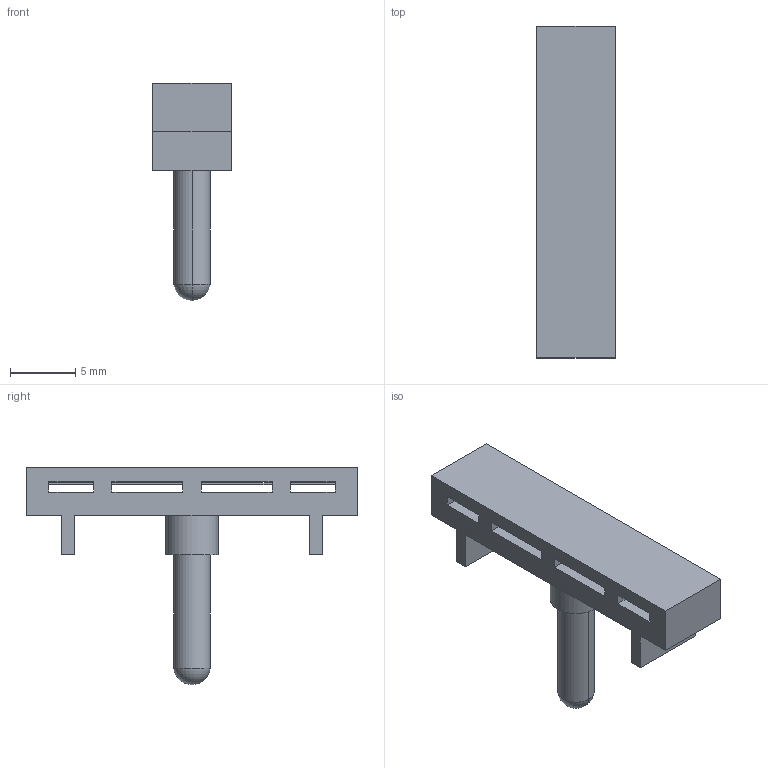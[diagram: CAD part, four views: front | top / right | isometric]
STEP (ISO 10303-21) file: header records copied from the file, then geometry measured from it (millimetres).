
FILE_DESCRIPTION(('Creo Elements/Direct Modeling STEP Export'),'2;1');
FILE_NAME('model.stp','2020-11-10T 0:11:51',(''),(''),'Creo Elements/Direct Modeling STEP processor for AP214 (Solid Model)','Creo Elements/Direct Modeling 20.1A 29-Sep-2018 (C) Parametric Technology GmbH','');
FILE_SCHEMA(('AUTOMOTIVE_DESIGN { 1 0 10303 214 1 1 1 1 }'));
Length unit declared in the file: millimetre
Products named in the file (3): KLM_1_select; ESL_24x4-Select; KLM_1-ESL_24x4
Assembly tree (2 placements, depth 2):
  KLM_1-ESL_24x4
    ESL_24x4-Select
    KLM_1_select
Bounding box: 6 x 25.5 x 16.7 mm (x, y, z)
Volume: 538.7 mm3; surface area: 1277.6 mm2
Topology: 2 solids, 2 shells, 112 faces, 325 edges, 216 vertices
Faces by surface type: plane 106, cylinder 4, torus 2
Entity records: 4583 total; most frequent: CARTESIAN_POINT 650, ORIENTED_EDGE 650, DIRECTION 556, EDGE_CURVE 325, VECTOR 312, LINE 312, VERTEX_POINT 216, AXIS2_PLACEMENT_3D 122
